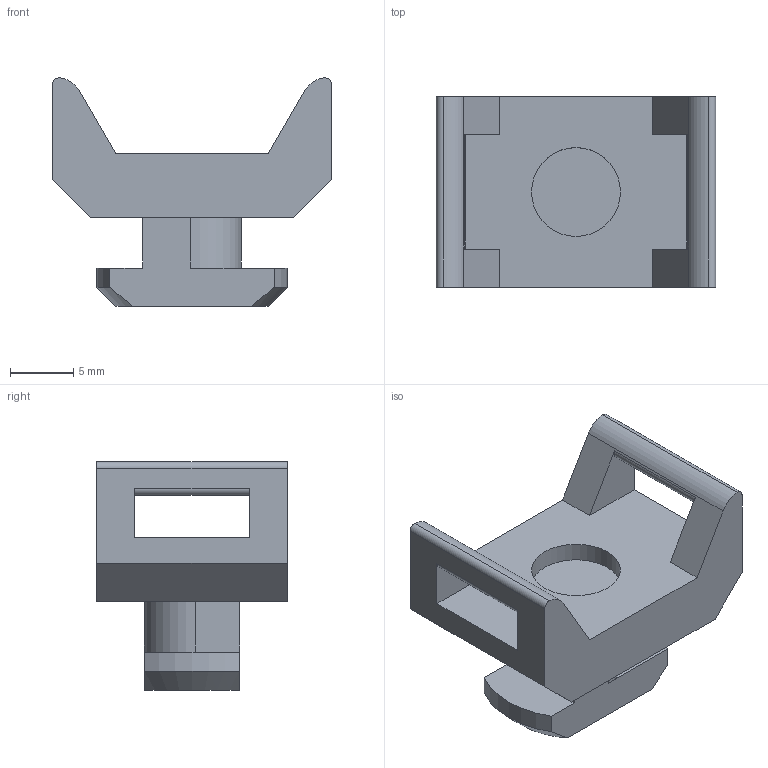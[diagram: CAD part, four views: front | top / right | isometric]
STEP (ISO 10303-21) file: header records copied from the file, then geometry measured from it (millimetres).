
FILE_DESCRIPTION(/* description */ (''),/* implementation_level */ '2;1');
FILE_NAME(/* name */ '623040.stp',/* time_stamp */ '2014-03-13T20:25:16+01:00',/* author */ ('jank'),/* organization */ ('Alutec K&K'),/* preprocessor_version */ 'ST-DEVELOPER v15.2',/* originating_system */ 'Autodesk Inventor 2014',/* authorisation */ '');
FILE_SCHEMA (('AUTOMOTIVE_DESIGN { 1 0 10303 214 3 1 1 }'));
Length unit declared in the file: millimetre
Products named in the file (1): 623040
Bounding box: 22 x 15 x 17.99 mm (x, y, z)
Volume: 2280 mm3; surface area: 1705.9 mm2
Topology: 1 solids, 1 shells, 39 faces, 111 edges, 74 vertices
Faces by surface type: plane 24, cylinder 13, cone 2
Full cylindrical faces by diameter (mm): 7 x1
Entity records: 1300 total; most frequent: CARTESIAN_POINT 232, ORIENTED_EDGE 220, DIRECTION 214, EDGE_CURVE 110, LINE 78, VECTOR 78, VERTEX_POINT 74, AXIS2_PLACEMENT_3D 68
